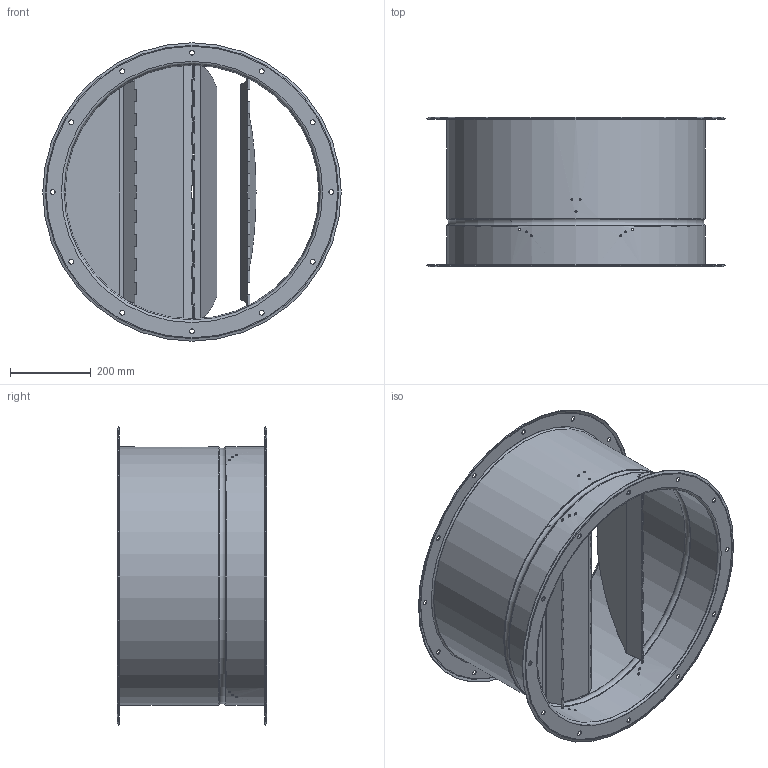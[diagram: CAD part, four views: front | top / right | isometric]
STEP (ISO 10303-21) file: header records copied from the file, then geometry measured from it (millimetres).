
FILE_DESCRIPTION (( 'STEP AP203' ), '1' );
FILE_NAME ('1SE9266_SA 630.STEP', '2022-02-25T10:19:40', ( '' ), ( '' ), 'SwSTEP 2.0', 'SolidWorks 2018', '' );
FILE_SCHEMA (( 'CONFIG_CONTROL_DESIGN' ));
Length unit declared in the file: millimetre
Products named in the file (5): K640_ALETTA CENTRALE 1 SERRANDA 630; K642_ALETTA LATERALE SERRANDA 630; K639_CASSA SERRANDA 630; 1SE9266_SA 630; K641_ALETTA CENTRALE 2 SERRANDA 630
Assembly tree (5 placements, depth 2):
  1SE9266_SA 630
    K639_CASSA SERRANDA 630
    K640_ALETTA CENTRALE 1 SERRANDA 630
    K642_ALETTA LATERALE SERRANDA 630  x2
    K641_ALETTA CENTRALE 2 SERRANDA 630
Bounding box: 739 x 370 x 739 mm (x, y, z)
Volume: 2209366.8 mm3; surface area: 2692637 mm2
Topology: 5 solids, 5 shells, 388 faces, 970 edges, 592 vertices
Faces by surface type: plane 218, cylinder 146, torus 14, cone 6, bspline 4
Full cylindrical faces by diameter (mm): 5 x12, 5.25 x6, 12 x24, 635 x2, 639 x2
Entity records: 11542 total; most frequent: CARTESIAN_POINT 3770, DIRECTION 1491, ORIENTED_EDGE 1390, EDGE_CURVE 695, AXIS2_PLACEMENT_3D 527, EDGE_LOOP 463, VERTEX_POINT 462, LINE 437
